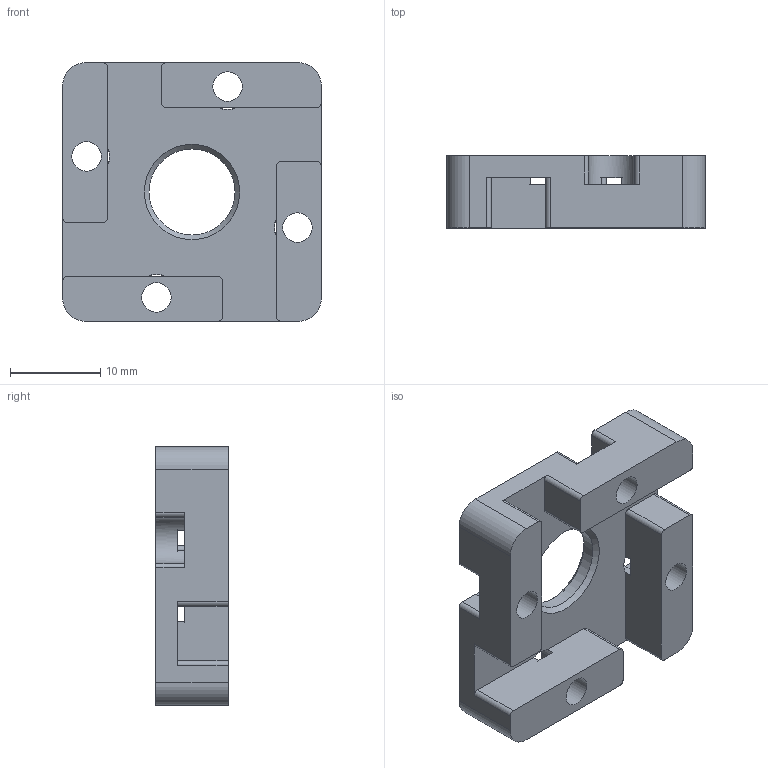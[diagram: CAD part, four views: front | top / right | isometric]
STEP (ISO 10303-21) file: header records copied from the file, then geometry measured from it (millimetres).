
FILE_DESCRIPTION(/* description */ (''),/* implementation_level */ '2;1');
FILE_NAME(/* name */ 'WCP-0418-007 Rev1.stp',/* time_stamp */ '2024-02-24T11:56:00-05:00',/* author */ ('mavericks'),/* organization */ (''),/* preprocessor_version */ 'ST-DEVELOPER v19.2',/* originating_system */ 'Autodesk Inventor 2023',/* authorisation */ '');
FILE_SCHEMA (('AUTOMOTIVE_DESIGN { 1 0 10303 214 3 1 1 }'));
Length unit declared in the file: inch
Products named in the file (1): WCP-0418-007 Rev1
Bounding box: 28.57 x 8 x 28.57 mm (x, y, z)
Volume: 3220.1 mm3; surface area: 2985.3 mm2
Topology: 1 solids, 1 shells, 65 faces, 212 edges, 141 vertices
Faces by surface type: cylinder 33, plane 30, cone 2
Full cylindrical faces by diameter (mm): 3.251 x4, 9.525 x1
Entity records: 2445 total; most frequent: ORIENTED_EDGE 424, DIRECTION 421, CARTESIAN_POINT 419, EDGE_CURVE 212, AXIS2_PLACEMENT_3D 143, VERTEX_POINT 141, LINE 135, VECTOR 135
